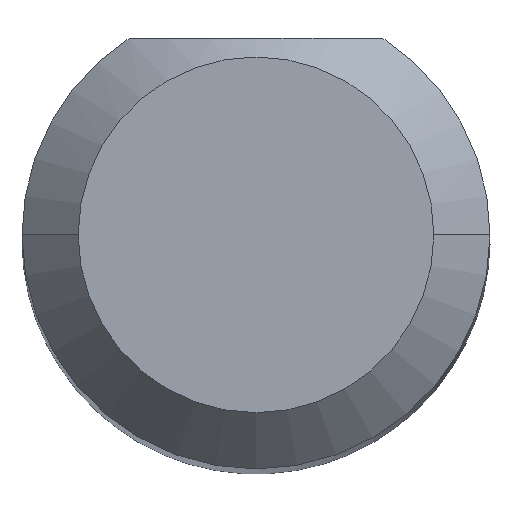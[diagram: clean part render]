
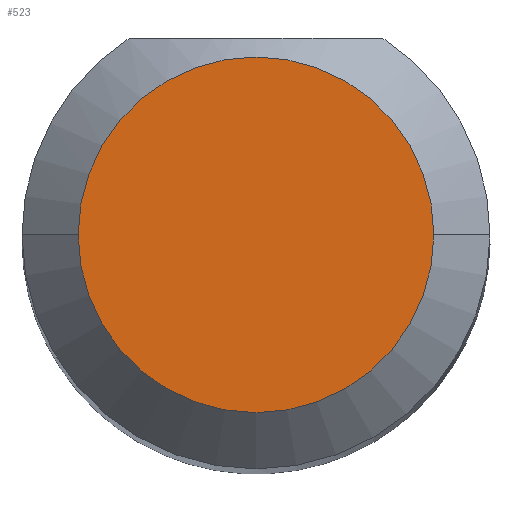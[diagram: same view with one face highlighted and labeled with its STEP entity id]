
A CAD part, top view. The second image highlights one B-rep face of the part: STEP entity #523.
In plain terms, the highlighted planar face has unit normal (0, 0, 1).
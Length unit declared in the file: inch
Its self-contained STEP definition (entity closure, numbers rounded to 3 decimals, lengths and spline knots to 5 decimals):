
#8 = FACE_OUTER_BOUND ( 'NONE', #92, .T. ) ;
#41 = DIRECTION ( 'NONE',  ( 0., 0., 1. ) ) ;
#49 = AXIS2_PLACEMENT_3D ( 'NONE', #265, #41, #251 ) ;
#54 = EDGE_CURVE ( 'NONE', #153, #256, #557, .T. ) ;
#92 = EDGE_LOOP ( 'NONE', ( #529, #332 ) ) ;
#153 = VERTEX_POINT ( 'NONE', #562 ) ;
#183 = CARTESIAN_POINT ( 'NONE',  ( 0., 0., 1.5 ) ) ;
#240 = AXIS2_PLACEMENT_3D ( 'NONE', #487, #317, #416 ) ;
#251 = DIRECTION ( 'NONE',  ( 1., 0., 0. ) ) ;
#256 = VERTEX_POINT ( 'NONE', #417 ) ;
#265 = CARTESIAN_POINT ( 'NONE',  ( 0., 0., 1.5 ) ) ;
#315 = DIRECTION ( 'NONE',  ( 1., 0., 0. ) ) ;
#317 = DIRECTION ( 'NONE',  ( 0., 0., 1. ) ) ;
#332 = ORIENTED_EDGE ( 'NONE', *, *, #518, .T. ) ;
#357 = PLANE ( 'NONE',  #240 ) ;
#384 = CIRCLE ( 'NONE', #536, 0.0475 ) ;
#416 = DIRECTION ( 'NONE',  ( 1., 0., 0. ) ) ;
#417 = CARTESIAN_POINT ( 'NONE',  ( 0.0475, 0., 1.5 ) ) ;
#456 = DIRECTION ( 'NONE',  ( 0., 0., 1. ) ) ;
#487 = CARTESIAN_POINT ( 'NONE',  ( 0., 0., 1.5 ) ) ;
#518 = EDGE_CURVE ( 'NONE', #256, #153, #384, .T. ) ;
#523 = ADVANCED_FACE ( 'NONE', ( #8 ), #357, .T. ) ;
#529 = ORIENTED_EDGE ( 'NONE', *, *, #54, .T. ) ;
#536 = AXIS2_PLACEMENT_3D ( 'NONE', #183, #456, #315 ) ;
#557 = CIRCLE ( 'NONE', #49, 0.0475 ) ;
#562 = CARTESIAN_POINT ( 'NONE',  ( -0.0475, 0., 1.5 ) ) ;
